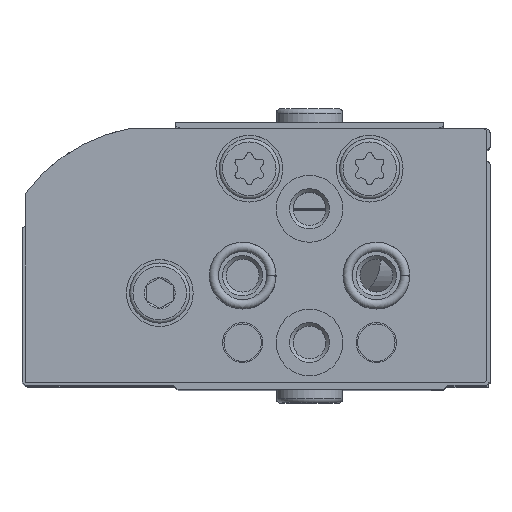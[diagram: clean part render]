
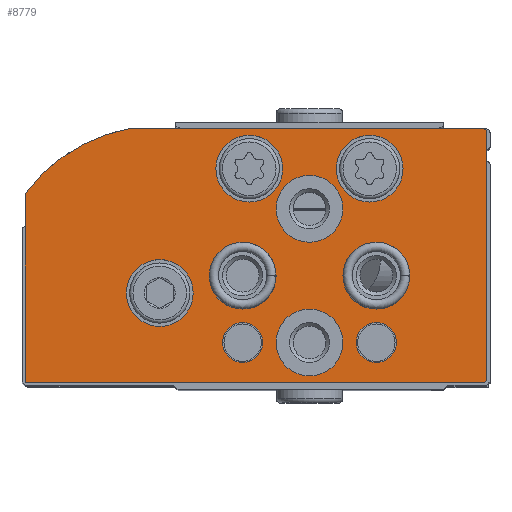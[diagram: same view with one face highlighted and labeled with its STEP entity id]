
A CAD part, top view. The second image highlights one B-rep face of the part: STEP entity #8779.
In plain terms, the highlighted face is planar.
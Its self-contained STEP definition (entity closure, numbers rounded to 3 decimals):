
#927=LINE('',#15167,#1602);
#931=LINE('',#15177,#1606);
#933=LINE('',#15181,#1608);
#936=LINE('',#15189,#1611);
#1602=VECTOR('',#12244,1000.);
#1606=VECTOR('',#12254,1000.);
#1608=VECTOR('',#12258,1000.);
#1611=VECTOR('',#12267,1000.);
#3400=ORIENTED_EDGE('',*,*,#5015,.T.);
#3401=ORIENTED_EDGE('',*,*,#5016,.T.);
#3402=ORIENTED_EDGE('',*,*,#5017,.T.);
#3403=ORIENTED_EDGE('',*,*,#5018,.T.);
#3404=ORIENTED_EDGE('',*,*,#5019,.T.);
#3405=ORIENTED_EDGE('',*,*,#5020,.T.);
#3406=ORIENTED_EDGE('',*,*,#5021,.T.);
#3407=ORIENTED_EDGE('',*,*,#5022,.T.);
#3408=ORIENTED_EDGE('',*,*,#5023,.T.);
#3409=ORIENTED_EDGE('',*,*,#5000,.F.);
#3410=ORIENTED_EDGE('',*,*,#5014,.F.);
#3411=ORIENTED_EDGE('',*,*,#5011,.F.);
#3412=ORIENTED_EDGE('',*,*,#5009,.F.);
#3413=ORIENTED_EDGE('',*,*,#5007,.F.);
#3414=ORIENTED_EDGE('',*,*,#5005,.F.);
#3415=ORIENTED_EDGE('',*,*,#5003,.F.);
#5000=EDGE_CURVE('',#5969,#5970,#927,.T.);
#5003=EDGE_CURVE('',#5970,#5971,#6472,.T.);
#5005=EDGE_CURVE('',#5971,#5972,#931,.T.);
#5007=EDGE_CURVE('',#5972,#5973,#933,.T.);
#5009=EDGE_CURVE('',#5973,#5974,#6473,.T.);
#5011=EDGE_CURVE('',#5974,#5975,#936,.T.);
#5014=EDGE_CURVE('',#5975,#5969,#6474,.T.);
#5015=EDGE_CURVE('',#5976,#5976,#6475,.T.);
#5016=EDGE_CURVE('',#5977,#5977,#6476,.T.);
#5017=EDGE_CURVE('',#5978,#5978,#6477,.T.);
#5018=EDGE_CURVE('',#5979,#5979,#6478,.T.);
#5019=EDGE_CURVE('',#5980,#5980,#6479,.T.);
#5020=EDGE_CURVE('',#5981,#5981,#6480,.T.);
#5021=EDGE_CURVE('',#5982,#5982,#6481,.T.);
#5022=EDGE_CURVE('',#5983,#5983,#6482,.T.);
#5023=EDGE_CURVE('',#5984,#5984,#6483,.T.);
#5969=VERTEX_POINT('',#15168);
#5970=VERTEX_POINT('',#15169);
#5971=VERTEX_POINT('',#15174);
#5972=VERTEX_POINT('',#15178);
#5973=VERTEX_POINT('',#15182);
#5974=VERTEX_POINT('',#15186);
#5975=VERTEX_POINT('',#15190);
#5976=VERTEX_POINT('',#15197);
#5977=VERTEX_POINT('',#15199);
#5978=VERTEX_POINT('',#15201);
#5979=VERTEX_POINT('',#15203);
#5980=VERTEX_POINT('',#15205);
#5981=VERTEX_POINT('',#15207);
#5982=VERTEX_POINT('',#15209);
#5983=VERTEX_POINT('',#15211);
#5984=VERTEX_POINT('',#15213);
#6472=CIRCLE('',#10068,0.3);
#6473=CIRCLE('',#10072,12.5);
#6474=CIRCLE('',#10075,0.3);
#6475=CIRCLE('',#10077,2.5);
#6476=CIRCLE('',#10078,1.5);
#6477=CIRCLE('',#10079,2.5);
#6478=CIRCLE('',#10080,1.5);
#6479=CIRCLE('',#10081,2.5);
#6480=CIRCLE('',#10082,2.5);
#6481=CIRCLE('',#10083,2.5);
#6482=CIRCLE('',#10084,2.5);
#6483=CIRCLE('',#10085,2.5);
#7108=EDGE_LOOP('',(#3400));
#7109=EDGE_LOOP('',(#3401));
#7110=EDGE_LOOP('',(#3402));
#7111=EDGE_LOOP('',(#3403));
#7112=EDGE_LOOP('',(#3404));
#7113=EDGE_LOOP('',(#3405));
#7114=EDGE_LOOP('',(#3406));
#7115=EDGE_LOOP('',(#3407));
#7116=EDGE_LOOP('',(#3408));
#7117=EDGE_LOOP('',(#3409,#3410,#3411,#3412,#3413,#3414,#3415));
#7871=FACE_BOUND('',#7108,.T.);
#7872=FACE_BOUND('',#7109,.T.);
#7873=FACE_BOUND('',#7110,.T.);
#7874=FACE_BOUND('',#7111,.T.);
#7875=FACE_BOUND('',#7112,.T.);
#7876=FACE_BOUND('',#7113,.T.);
#7877=FACE_BOUND('',#7114,.T.);
#7878=FACE_BOUND('',#7115,.T.);
#7879=FACE_BOUND('',#7116,.T.);
#7880=FACE_BOUND('',#7117,.T.);
#8356=PLANE('',#10076);
#8779=ADVANCED_FACE('',(#7871,#7872,#7873,#7874,#7875,#7876,#7877,#7878,
#7879,#7880),#8356,.F.);
#10068=AXIS2_PLACEMENT_3D('',#15173,#12249,#12250);
#10072=AXIS2_PLACEMENT_3D('',#15185,#12262,#12263);
#10075=AXIS2_PLACEMENT_3D('',#15194,#12272,#12273);
#10076=AXIS2_PLACEMENT_3D('',#15195,#12274,#12275);
#10077=AXIS2_PLACEMENT_3D('',#15196,#12276,#12277);
#10078=AXIS2_PLACEMENT_3D('',#15198,#12278,#12279);
#10079=AXIS2_PLACEMENT_3D('',#15200,#12280,#12281);
#10080=AXIS2_PLACEMENT_3D('',#15202,#12282,#12283);
#10081=AXIS2_PLACEMENT_3D('',#15204,#12284,#12285);
#10082=AXIS2_PLACEMENT_3D('',#15206,#12286,#12287);
#10083=AXIS2_PLACEMENT_3D('',#15208,#12288,#12289);
#10084=AXIS2_PLACEMENT_3D('',#15210,#12290,#12291);
#10085=AXIS2_PLACEMENT_3D('',#15212,#12292,#12293);
#12244=DIRECTION('',(0.,-1.,0.));
#12249=DIRECTION('',(0.,0.,1.));
#12250=DIRECTION('',(1.,0.,0.));
#12254=DIRECTION('',(1.,0.,0.));
#12258=DIRECTION('',(0.,1.,0.));
#12262=DIRECTION('',(0.,0.,1.));
#12263=DIRECTION('',(1.,0.,0.));
#12267=DIRECTION('',(-1.,0.,0.));
#12272=DIRECTION('',(0.,0.,1.));
#12273=DIRECTION('',(1.,0.,0.));
#12274=DIRECTION('',(0.,0.,1.));
#12275=DIRECTION('',(1.,0.,0.));
#12276=DIRECTION('',(0.,0.,1.));
#12277=DIRECTION('',(1.,0.,0.));
#12278=DIRECTION('',(0.,0.,1.));
#12279=DIRECTION('',(1.,0.,0.));
#12280=DIRECTION('',(0.,0.,1.));
#12281=DIRECTION('',(1.,0.,0.));
#12282=DIRECTION('',(0.,0.,1.));
#12283=DIRECTION('',(1.,0.,0.));
#12284=DIRECTION('',(0.,0.,1.));
#12285=DIRECTION('',(1.,0.,0.));
#12286=DIRECTION('',(0.,0.,1.));
#12287=DIRECTION('',(1.,0.,0.));
#12288=DIRECTION('',(0.,0.,1.));
#12289=DIRECTION('',(1.,0.,0.));
#12290=DIRECTION('',(0.,0.,1.));
#12291=DIRECTION('',(1.,0.,0.));
#12292=DIRECTION('',(0.,0.,1.));
#12293=DIRECTION('',(1.,0.,0.));
#15167=CARTESIAN_POINT('',(0.,18.7,0.));
#15168=CARTESIAN_POINT('',(0.,18.7,0.));
#15169=CARTESIAN_POINT('',(0.,0.3,0.));
#15173=CARTESIAN_POINT('',(0.3,0.3,0.));
#15174=CARTESIAN_POINT('',(0.3,0.,0.));
#15177=CARTESIAN_POINT('',(0.3,0.,0.));
#15178=CARTESIAN_POINT('',(34.5,0.,0.));
#15181=CARTESIAN_POINT('',(34.5,0.,0.));
#15182=CARTESIAN_POINT('',(34.5,14.133,0.));
#15185=CARTESIAN_POINT('',(24.45,6.7,0.));
#15186=CARTESIAN_POINT('',(26.677,19.,0.));
#15189=CARTESIAN_POINT('',(26.677,19.,0.));
#15190=CARTESIAN_POINT('',(0.3,19.,0.));
#15194=CARTESIAN_POINT('',(0.3,18.7,0.));
#15195=CARTESIAN_POINT('',(0.3,0.3,0.));
#15196=CARTESIAN_POINT('',(24.45,6.7,0.));
#15197=CARTESIAN_POINT('',(26.95,6.7,0.));
#15198=CARTESIAN_POINT('',(8.25,3.,0.));
#15199=CARTESIAN_POINT('',(9.75,3.,0.));
#15200=CARTESIAN_POINT('',(13.25,3.,0.));
#15201=CARTESIAN_POINT('',(15.75,3.,0.));
#15202=CARTESIAN_POINT('',(18.25,3.,0.));
#15203=CARTESIAN_POINT('',(19.75,3.,0.));
#15204=CARTESIAN_POINT('',(18.25,8.,0.));
#15205=CARTESIAN_POINT('',(20.75,8.,0.));
#15206=CARTESIAN_POINT('',(8.25,8.,0.));
#15207=CARTESIAN_POINT('',(10.75,8.,0.));
#15208=CARTESIAN_POINT('',(13.25,13.,0.));
#15209=CARTESIAN_POINT('',(15.75,13.,0.));
#15210=CARTESIAN_POINT('',(8.75,16.,0.));
#15211=CARTESIAN_POINT('',(11.25,16.,0.));
#15212=CARTESIAN_POINT('',(17.75,16.,0.));
#15213=CARTESIAN_POINT('',(20.25,16.,0.));
